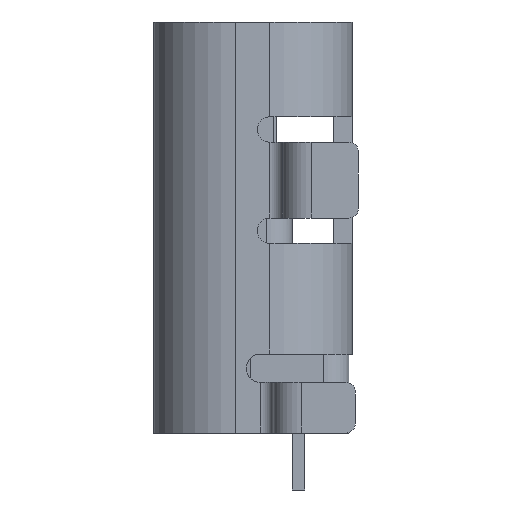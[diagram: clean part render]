
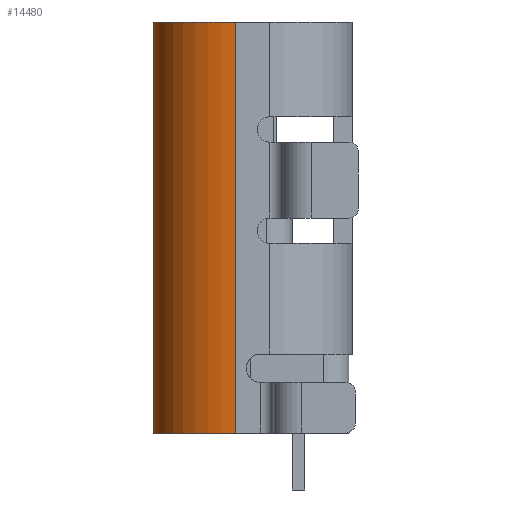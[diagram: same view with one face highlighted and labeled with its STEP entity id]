
A CAD part, left-side view. The second image highlights one B-rep face of the part: STEP entity #14480.
In plain terms, the highlighted cylindrical face has radius 1.3 mm (diameter 2.6 mm), a partial arc.
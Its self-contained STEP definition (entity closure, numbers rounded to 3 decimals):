
#29 = CIRCLE ( 'NONE', #8852, 1.3 ) ;
#31 = CARTESIAN_POINT ( 'NONE',  ( 4.47, 0.29, 3.67 ) ) ;
#297 = LINE ( 'NONE', #31, #11571 ) ;
#715 = EDGE_CURVE ( 'NONE', #11743, #6235, #297, .T. ) ;
#879 = AXIS2_PLACEMENT_3D ( 'NONE', #4113, #10554, #5482 ) ;
#2824 = ORIENTED_EDGE ( 'NONE', *, *, #7154, .T. ) ;
#2931 = CARTESIAN_POINT ( 'NONE',  ( 3.17, 0.29, -2.83 ) ) ;
#3968 = CIRCLE ( 'NONE', #4375, 1.3 ) ;
#4113 = CARTESIAN_POINT ( 'NONE',  ( 3.17, 0.29, 3.8 ) ) ;
#4375 = AXIS2_PLACEMENT_3D ( 'NONE', #4707, #16217, #14221 ) ;
#4608 = VECTOR ( 'NONE', #12578, 1000. ) ;
#4707 = CARTESIAN_POINT ( 'NONE',  ( 3.17, 0.29, 3.67 ) ) ;
#5482 = DIRECTION ( 'NONE',  ( 1., 0., 0. ) ) ;
#5490 = DIRECTION ( 'NONE',  ( 0., 0., -1. ) ) ;
#6008 = VERTEX_POINT ( 'NONE', #11121 ) ;
#6235 = VERTEX_POINT ( 'NONE', #8446 ) ;
#6451 = VERTEX_POINT ( 'NONE', #7676 ) ;
#7154 = EDGE_CURVE ( 'NONE', #6451, #6008, #16347, .T. ) ;
#7271 = CARTESIAN_POINT ( 'NONE',  ( 3.17, 1.59, -2.83 ) ) ;
#7676 = CARTESIAN_POINT ( 'NONE',  ( 3.17, 1.59, -2.83 ) ) ;
#8235 = DIRECTION ( 'NONE',  ( 0., 0., 1. ) ) ;
#8446 = CARTESIAN_POINT ( 'NONE',  ( 4.47, 0.29, -2.83 ) ) ;
#8730 = CARTESIAN_POINT ( 'NONE',  ( 4.47, 0.29, 3.67 ) ) ;
#8852 = AXIS2_PLACEMENT_3D ( 'NONE', #2931, #8235, #14594 ) ;
#9088 = EDGE_LOOP ( 'NONE', ( #2824, #13089, #16556, #10564 ) ) ;
#10554 = DIRECTION ( 'NONE',  ( 0., 0., -1. ) ) ;
#10564 = ORIENTED_EDGE ( 'NONE', *, *, #12480, .T. ) ;
#10754 = CYLINDRICAL_SURFACE ( 'NONE', #879, 1.3 ) ;
#11121 = CARTESIAN_POINT ( 'NONE',  ( 3.17, 1.59, 3.67 ) ) ;
#11571 = VECTOR ( 'NONE', #5490, 1000. ) ;
#11743 = VERTEX_POINT ( 'NONE', #8730 ) ;
#12480 = EDGE_CURVE ( 'NONE', #6235, #6451, #29, .T. ) ;
#12578 = DIRECTION ( 'NONE',  ( 0., 0., 1. ) ) ;
#13089 = ORIENTED_EDGE ( 'NONE', *, *, #16757, .T. ) ;
#14221 = DIRECTION ( 'NONE',  ( 0., 1., 0. ) ) ;
#14480 = ADVANCED_FACE ( 'NONE', ( #16967 ), #10754, .T. ) ;
#14594 = DIRECTION ( 'NONE',  ( 1., 0., 0. ) ) ;
#16217 = DIRECTION ( 'NONE',  ( 0., 0., -1. ) ) ;
#16347 = LINE ( 'NONE', #7271, #4608 ) ;
#16556 = ORIENTED_EDGE ( 'NONE', *, *, #715, .T. ) ;
#16757 = EDGE_CURVE ( 'NONE', #6008, #11743, #3968, .T. ) ;
#16967 = FACE_OUTER_BOUND ( 'NONE', #9088, .T. ) ;
